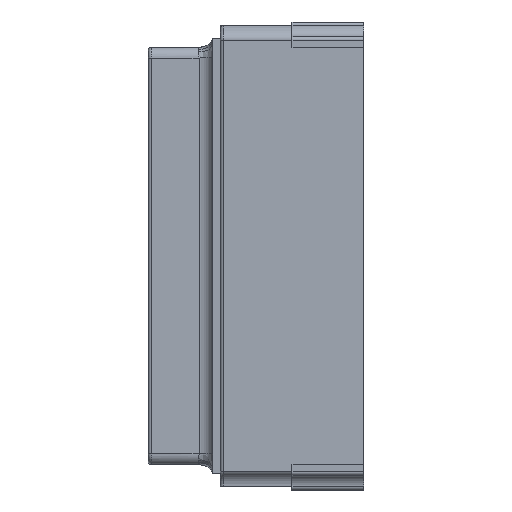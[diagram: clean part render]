
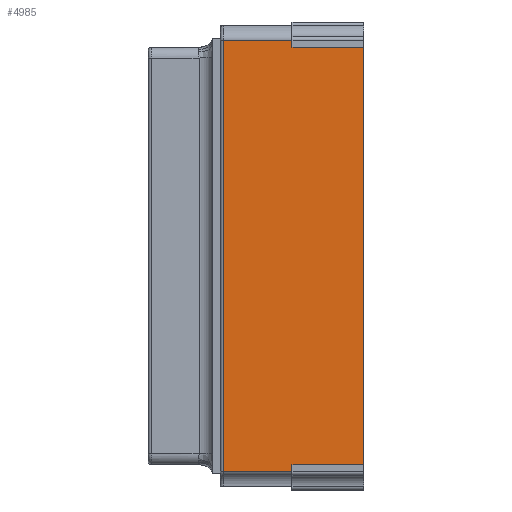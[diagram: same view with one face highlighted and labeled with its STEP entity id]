
A CAD part, left-side view. The second image highlights one B-rep face of the part: STEP entity #4985.
In plain terms, the highlighted planar face has unit normal (-1, 0, 0).
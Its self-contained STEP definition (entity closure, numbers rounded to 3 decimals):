
#17 = CARTESIAN_POINT ( 'NONE',  ( -2.5, 0.5, 1.45 ) ) ;
#197 = CARTESIAN_POINT ( 'NONE',  ( -2.5, 0.975, -1.5 ) ) ;
#276 = DIRECTION ( 'NONE',  ( 0., 0., 1. ) ) ;
#378 = ORIENTED_EDGE ( 'NONE', *, *, #1125, .T. ) ;
#534 = ORIENTED_EDGE ( 'NONE', *, *, #4443, .F. ) ;
#581 = ORIENTED_EDGE ( 'NONE', *, *, #1966, .T. ) ;
#733 = LINE ( 'NONE', #4111, #2535 ) ;
#868 = CARTESIAN_POINT ( 'NONE',  ( -2.5, 0.5, -1.45 ) ) ;
#1022 = DIRECTION ( 'NONE',  ( 0., 1., 0. ) ) ;
#1057 = EDGE_CURVE ( 'NONE', #2985, #1789, #4588, .T. ) ;
#1125 = EDGE_CURVE ( 'NONE', #3663, #3829, #1256, .T. ) ;
#1256 = LINE ( 'NONE', #4093, #2207 ) ;
#1283 = ORIENTED_EDGE ( 'NONE', *, *, #2098, .T. ) ;
#1394 = CARTESIAN_POINT ( 'NONE',  ( -2.5, 0., 1.6 ) ) ;
#1443 = LINE ( 'NONE', #4571, #2106 ) ;
#1496 = ORIENTED_EDGE ( 'NONE', *, *, #2339, .T. ) ;
#1738 = DIRECTION ( 'NONE',  ( 0., -1., 0. ) ) ;
#1789 = VERTEX_POINT ( 'NONE', #2815 ) ;
#1811 = ORIENTED_EDGE ( 'NONE', *, *, #1057, .T. ) ;
#1833 = VERTEX_POINT ( 'NONE', #868 ) ;
#1946 = DIRECTION ( 'NONE',  ( 0., 0., -1. ) ) ;
#1965 = LINE ( 'NONE', #3306, #4505 ) ;
#1966 = EDGE_CURVE ( 'NONE', #3805, #2445, #4298, .T. ) ;
#2098 = EDGE_CURVE ( 'NONE', #1833, #3805, #1443, .T. ) ;
#2106 = VECTOR ( 'NONE', #2586, 1000. ) ;
#2168 = CARTESIAN_POINT ( 'NONE',  ( -2.5, 1., 1.6 ) ) ;
#2207 = VECTOR ( 'NONE', #2488, 1000. ) ;
#2339 = EDGE_CURVE ( 'NONE', #3829, #4685, #1965, .T. ) ;
#2445 = VERTEX_POINT ( 'NONE', #3729 ) ;
#2488 = DIRECTION ( 'NONE',  ( 0., 0., 1. ) ) ;
#2535 = VECTOR ( 'NONE', #4080, 1000. ) ;
#2548 = DIRECTION ( 'NONE',  ( 0., 0., -1. ) ) ;
#2569 = DIRECTION ( 'NONE',  ( 1., 0., 0. ) ) ;
#2586 = DIRECTION ( 'NONE',  ( 0., -1., 0. ) ) ;
#2646 = AXIS2_PLACEMENT_3D ( 'NONE', #2168, #2569, #2548 ) ;
#2815 = CARTESIAN_POINT ( 'NONE',  ( -2.5, 0.5, -1.5 ) ) ;
#2912 = PLANE ( 'NONE',  #2646 ) ;
#2940 = VECTOR ( 'NONE', #4396, 1000. ) ;
#2960 = VECTOR ( 'NONE', #1946, 1000. ) ;
#2985 = VERTEX_POINT ( 'NONE', #197 ) ;
#3124 = VECTOR ( 'NONE', #276, 1000. ) ;
#3180 = CARTESIAN_POINT ( 'NONE',  ( -2.5, 0.975, 1.5 ) ) ;
#3231 = LINE ( 'NONE', #4889, #2940 ) ;
#3266 = CARTESIAN_POINT ( 'NONE',  ( -2.5, 0., -1.45 ) ) ;
#3306 = CARTESIAN_POINT ( 'NONE',  ( -2.5, 0., 1.5 ) ) ;
#3420 = CARTESIAN_POINT ( 'NONE',  ( -2.5, 0.5, 1.5 ) ) ;
#3474 = EDGE_CURVE ( 'NONE', #1833, #1789, #733, .T. ) ;
#3663 = VERTEX_POINT ( 'NONE', #17 ) ;
#3729 = CARTESIAN_POINT ( 'NONE',  ( -2.5, 0., 1.45 ) ) ;
#3730 = EDGE_LOOP ( 'NONE', ( #1496, #4665, #1811, #4838, #1283, #581, #534, #378 ) ) ;
#3805 = VERTEX_POINT ( 'NONE', #3266 ) ;
#3829 = VERTEX_POINT ( 'NONE', #3420 ) ;
#3924 = EDGE_CURVE ( 'NONE', #4685, #2985, #4739, .T. ) ;
#4080 = DIRECTION ( 'NONE',  ( 0., 0., -1. ) ) ;
#4093 = CARTESIAN_POINT ( 'NONE',  ( -2.5, 0.5, 1.45 ) ) ;
#4111 = CARTESIAN_POINT ( 'NONE',  ( -2.5, 0.5, -1.45 ) ) ;
#4254 = CARTESIAN_POINT ( 'NONE',  ( -2.5, 0.975, -1.5 ) ) ;
#4298 = LINE ( 'NONE', #1394, #3124 ) ;
#4396 = DIRECTION ( 'NONE',  ( 0., -1., 0. ) ) ;
#4443 = EDGE_CURVE ( 'NONE', #3663, #2445, #3231, .T. ) ;
#4505 = VECTOR ( 'NONE', #1022, 1000. ) ;
#4571 = CARTESIAN_POINT ( 'NONE',  ( -2.5, 0.5, -1.45 ) ) ;
#4588 = LINE ( 'NONE', #4816, #4964 ) ;
#4665 = ORIENTED_EDGE ( 'NONE', *, *, #3924, .T. ) ;
#4685 = VERTEX_POINT ( 'NONE', #3180 ) ;
#4739 = LINE ( 'NONE', #4254, #2960 ) ;
#4816 = CARTESIAN_POINT ( 'NONE',  ( -2.5, 0., -1.5 ) ) ;
#4833 = FACE_OUTER_BOUND ( 'NONE', #3730, .T. ) ;
#4838 = ORIENTED_EDGE ( 'NONE', *, *, #3474, .F. ) ;
#4889 = CARTESIAN_POINT ( 'NONE',  ( -2.5, 0.5, 1.45 ) ) ;
#4964 = VECTOR ( 'NONE', #1738, 1000. ) ;
#4985 = ADVANCED_FACE ( 'NONE', ( #4833 ), #2912, .F. ) ;
